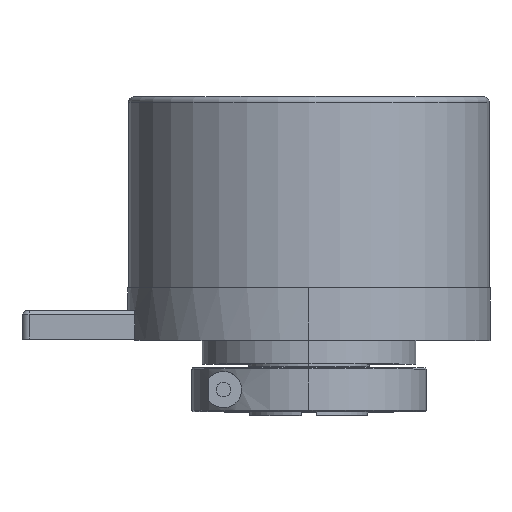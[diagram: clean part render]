
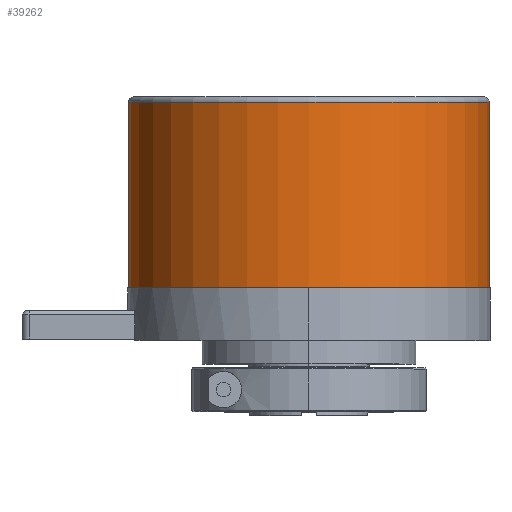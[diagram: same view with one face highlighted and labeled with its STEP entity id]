
A CAD part, top view. The second image highlights one B-rep face of the part: STEP entity #39262.
In plain terms, the highlighted cylindrical face has radius 25.3 mm (diameter 50.6 mm), a partial arc.
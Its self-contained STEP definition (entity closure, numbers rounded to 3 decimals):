
#121 = CARTESIAN_POINT ( 'NONE',  ( -21.637, 33.356, 50.8 ) ) ;
#511 = LINE ( 'NONE', #121, #37566 ) ;
#2022 = CARTESIAN_POINT ( 'NONE',  ( 28.963, 32.556, 50.8 ) ) ;
#2524 = CARTESIAN_POINT ( 'NONE',  ( 3.663, 6.556, 50.8 ) ) ;
#2752 = EDGE_LOOP ( 'NONE', ( #39784, #18111, #36446, #5440 ) ) ;
#4445 = CARTESIAN_POINT ( 'NONE',  ( -21.637, 6.556, 50.8 ) ) ;
#5238 = DIRECTION ( 'NONE',  ( -1., 0., 0. ) ) ;
#5440 = ORIENTED_EDGE ( 'NONE', *, *, #35225, .T. ) ;
#6834 = DIRECTION ( 'NONE',  ( 0., -1., 0. ) ) ;
#12077 = DIRECTION ( 'NONE',  ( 1., 0., 0. ) ) ;
#12433 = VERTEX_POINT ( 'NONE', #14795 ) ;
#12558 = CARTESIAN_POINT ( 'NONE',  ( 3.663, 32.556, 50.8 ) ) ;
#13870 = VERTEX_POINT ( 'NONE', #4445 ) ;
#14795 = CARTESIAN_POINT ( 'NONE',  ( 28.963, 6.556, 50.8 ) ) ;
#15317 = CARTESIAN_POINT ( 'NONE',  ( 28.963, 33.356, 50.8 ) ) ;
#16761 = CIRCLE ( 'NONE', #34389, 25.3 ) ;
#17435 = FACE_OUTER_BOUND ( 'NONE', #2752, .T. ) ;
#17710 = AXIS2_PLACEMENT_3D ( 'NONE', #12558, #40096, #21766 ) ;
#18111 = ORIENTED_EDGE ( 'NONE', *, *, #31369, .T. ) ;
#18228 = EDGE_CURVE ( 'NONE', #35440, #12433, #37366, .T. ) ;
#18785 = AXIS2_PLACEMENT_3D ( 'NONE', #30314, #33770, #5238 ) ;
#19705 = CIRCLE ( 'NONE', #17710, 25.3 ) ;
#21632 = VERTEX_POINT ( 'NONE', #38937 ) ;
#21766 = DIRECTION ( 'NONE',  ( 1., 0., 0. ) ) ;
#23364 = EDGE_CURVE ( 'NONE', #21632, #13870, #511, .T. ) ;
#24529 = DIRECTION ( 'NONE',  ( 0., -1., 0. ) ) ;
#30314 = CARTESIAN_POINT ( 'NONE',  ( 3.663, 33.356, 50.8 ) ) ;
#30518 = CYLINDRICAL_SURFACE ( 'NONE', #18785, 25.3 ) ;
#31369 = EDGE_CURVE ( 'NONE', #35440, #21632, #19705, .T. ) ;
#33770 = DIRECTION ( 'NONE',  ( 0., -1., 0. ) ) ;
#34280 = VECTOR ( 'NONE', #24529, 1000. ) ;
#34389 = AXIS2_PLACEMENT_3D ( 'NONE', #2524, #40240, #12077 ) ;
#35225 = EDGE_CURVE ( 'NONE', #13870, #12433, #16761, .T. ) ;
#35440 = VERTEX_POINT ( 'NONE', #2022 ) ;
#36446 = ORIENTED_EDGE ( 'NONE', *, *, #23364, .T. ) ;
#37366 = LINE ( 'NONE', #15317, #34280 ) ;
#37566 = VECTOR ( 'NONE', #6834, 1000. ) ;
#38937 = CARTESIAN_POINT ( 'NONE',  ( -21.637, 32.556, 50.8 ) ) ;
#39262 = ADVANCED_FACE ( 'NONE', ( #17435 ), #30518, .T. ) ;
#39784 = ORIENTED_EDGE ( 'NONE', *, *, #18228, .F. ) ;
#40096 = DIRECTION ( 'NONE',  ( 0., -1., 0. ) ) ;
#40240 = DIRECTION ( 'NONE',  ( 0., 1., 0. ) ) ;
